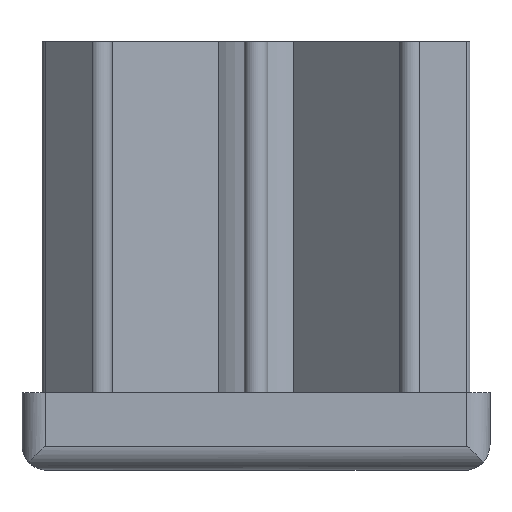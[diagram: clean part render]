
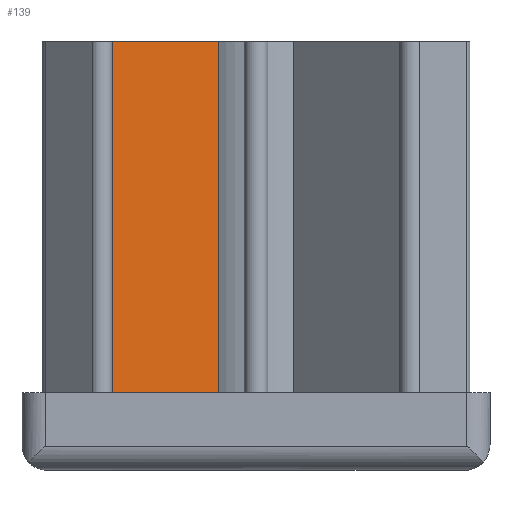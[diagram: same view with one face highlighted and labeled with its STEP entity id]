
A CAD part, front view. The second image highlights one B-rep face of the part: STEP entity #139.
In plain terms, the highlighted planar face has unit normal (0.707, -0.707, 0).
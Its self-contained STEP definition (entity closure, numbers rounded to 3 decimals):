
#139 = ADVANCED_FACE( '', ( #315 ), #316, .F. );
#315 = FACE_OUTER_BOUND( '', #530, .T. );
#316 = PLANE( '', #531 );
#530 = EDGE_LOOP( '', ( #861, #862, #863, #864 ) );
#531 = AXIS2_PLACEMENT_3D( '', #865, #866, #867 );
#861 = ORIENTED_EDGE( '', *, *, #1343, .T. );
#862 = ORIENTED_EDGE( '', *, *, #1419, .T. );
#863 = ORIENTED_EDGE( '', *, *, #1323, .F. );
#864 = ORIENTED_EDGE( '', *, *, #1420, .F. );
#865 = CARTESIAN_POINT( '', ( -20.818, -22.939, 55. ) );
#866 = DIRECTION( '', ( -0.707, 0.707, 0. ) );
#867 = DIRECTION( '', ( -0.707, -0.707, 0. ) );
#1323 = EDGE_CURVE( '', #1589, #1590, #1591, .T. );
#1343 = EDGE_CURVE( '', #1626, #1624, #1627, .T. );
#1419 = EDGE_CURVE( '', #1624, #1590, #1754, .T. );
#1420 = EDGE_CURVE( '', #1626, #1589, #1755, .T. );
#1589 = VERTEX_POINT( '', #1981 );
#1590 = VERTEX_POINT( '', #1982 );
#1591 = LINE( '', #1983, #1984 );
#1624 = VERTEX_POINT( '', #2025 );
#1626 = VERTEX_POINT( '', #2028 );
#1627 = LINE( '', #2029, #2030 );
#1754 = LINE( '', #2287, #2288 );
#1755 = LINE( '', #2289, #2290 );
#1981 = CARTESIAN_POINT( '', ( -4.855, -6.977, 55. ) );
#1982 = CARTESIAN_POINT( '', ( -4.855, -6.977, 10. ) );
#1983 = CARTESIAN_POINT( '', ( -4.855, -6.977, 55. ) );
#1984 = VECTOR( '', #2588, 1000. );
#2025 = CARTESIAN_POINT( '', ( -20.818, -22.939, 10. ) );
#2028 = CARTESIAN_POINT( '', ( -20.818, -22.939, 55. ) );
#2029 = CARTESIAN_POINT( '', ( -20.818, -22.939, 55. ) );
#2030 = VECTOR( '', #2616, 1000. );
#2287 = CARTESIAN_POINT( '', ( -20.818, -22.939, 10. ) );
#2288 = VECTOR( '', #2690, 1000. );
#2289 = CARTESIAN_POINT( '', ( -20.818, -22.939, 55. ) );
#2290 = VECTOR( '', #2691, 1000. );
#2588 = DIRECTION( '', ( 0., 0., -1. ) );
#2616 = DIRECTION( '', ( 0., 0., -1. ) );
#2690 = DIRECTION( '', ( 0.707, 0.707, 0. ) );
#2691 = DIRECTION( '', ( 0.707, 0.707, 0. ) );
